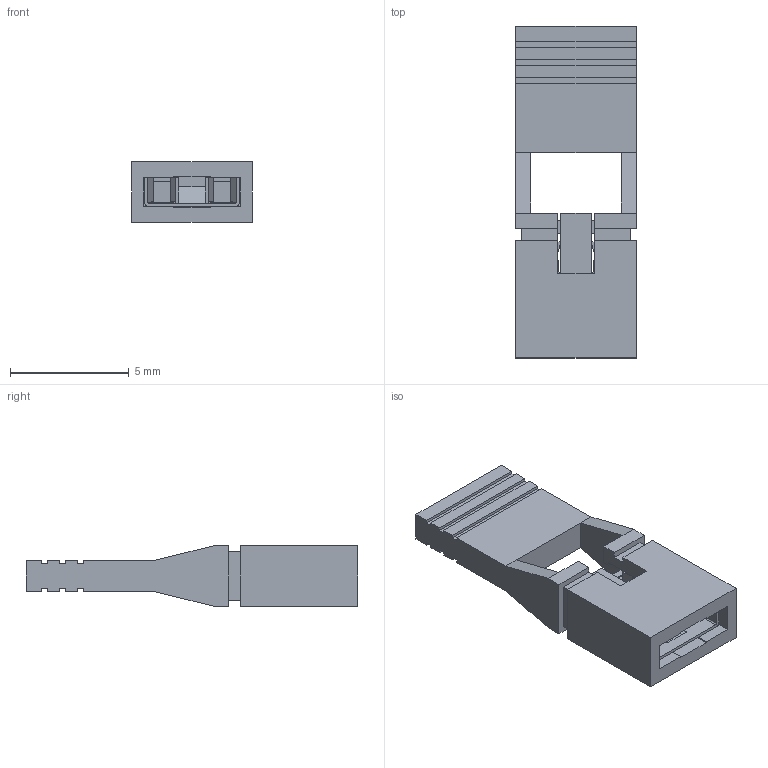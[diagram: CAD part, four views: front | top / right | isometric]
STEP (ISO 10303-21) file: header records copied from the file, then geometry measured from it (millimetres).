
FILE_DESCRIPTION(/* description */ ('SNT-SNT Series - (2,54 mm) .100" Shunt'),/* implementation_level */ '2;1');
FILE_NAME(/* name */ 'SNT100BKTH.stp',/* time_stamp */ '2020-08-17T15:58:36+02:00',/* author */ ('franc'),/* organization */ ('SAMTEC'),/* preprocessor_version */ 'ST-DEVELOPER v18.1',/* originating_system */ 'Autodesk Inventor 2020',/* authorisation */ '');
FILE_SCHEMA (('AUTOMOTIVE_DESIGN { 1 0 10303 214 3 1 1 }'));
Length unit declared in the file: millimetre
Products named in the file (3): SNT-100-BK-T-H; SNT-100-BK-H_body; SNT-100_pins
Assembly tree (2 placements, depth 2):
  SNT-100-BK-T-H
    SNT-100-BK-H_body
    SNT-100_pins
Bounding box: 5.08 x 13.97 x 2.54 mm (x, y, z)
Volume: 89.1 mm3; surface area: 357.1 mm2
Topology: 2 solids, 2 shells, 163 faces, 462 edges, 300 vertices
Faces by surface type: plane 147, cylinder 16
Entity records: 5465 total; most frequent: CARTESIAN_POINT 930, ORIENTED_EDGE 924, DIRECTION 830, EDGE_CURVE 462, LINE 430, VECTOR 430, VERTEX_POINT 300, AXIS2_PLACEMENT_3D 200
